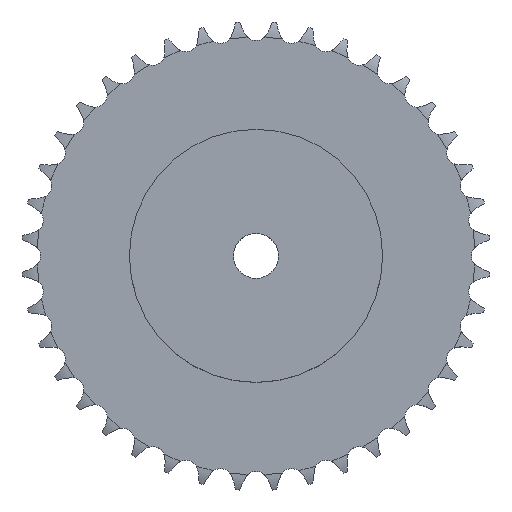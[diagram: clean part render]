
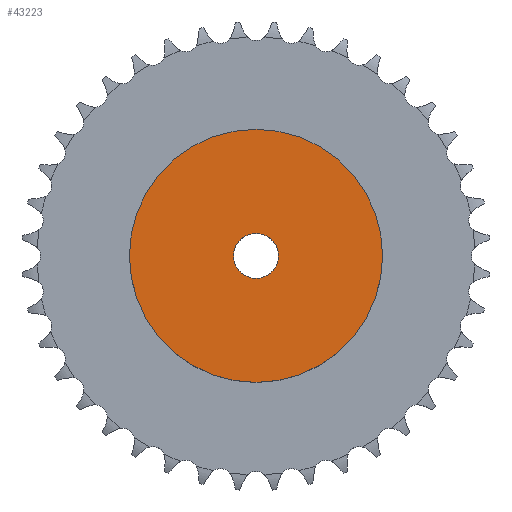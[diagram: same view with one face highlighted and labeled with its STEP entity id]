
A CAD part, top view. The second image highlights one B-rep face of the part: STEP entity #43223.
In plain terms, the highlighted planar face has unit normal (0, 0, 1).
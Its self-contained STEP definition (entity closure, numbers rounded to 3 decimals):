
#4869 = CYLINDRICAL_SURFACE('',#4870,45.);
#4870 = AXIS2_PLACEMENT_3D('',#4871,#4872,#4873);
#4871 = CARTESIAN_POINT('',(0.,0.,0.));
#4872 = DIRECTION('',(-0.,-0.,-1.));
#4873 = DIRECTION('',(1.,0.,0.));
#27152 = VERTEX_POINT('',#27153);
#27153 = CARTESIAN_POINT('',(45.,0.,35.));
#27174 = EDGE_CURVE('',#27152,#27152,#27175,.T.);
#27175 = SURFACE_CURVE('',#27176,(#27181,#27188),.PCURVE_S1.);
#27176 = CIRCLE('',#27177,45.);
#27177 = AXIS2_PLACEMENT_3D('',#27178,#27179,#27180);
#27178 = CARTESIAN_POINT('',(0.,0.,35.));
#27179 = DIRECTION('',(0.,0.,1.));
#27180 = DIRECTION('',(1.,0.,0.));
#27181 = PCURVE('',#4869,#27182);
#27182 = DEFINITIONAL_REPRESENTATION('',(#27183),#27187);
#27183 = LINE('',#27184,#27185);
#27184 = CARTESIAN_POINT('',(-0.,-35.));
#27185 = VECTOR('',#27186,1.);
#27186 = DIRECTION('',(-1.,0.));
#27187 = ( GEOMETRIC_REPRESENTATION_CONTEXT(2) 
PARAMETRIC_REPRESENTATION_CONTEXT() REPRESENTATION_CONTEXT('2D SPACE',''
  ) );
#27188 = PCURVE('',#27189,#27194);
#27189 = PLANE('',#27190);
#27190 = AXIS2_PLACEMENT_3D('',#27191,#27192,#27193);
#27191 = CARTESIAN_POINT('',(0.,0.,35.)
  );
#27192 = DIRECTION('',(0.,0.,1.));
#27193 = DIRECTION('',(1.,0.,0.));
#27194 = DEFINITIONAL_REPRESENTATION('',(#27195),#27199);
#27195 = CIRCLE('',#27196,45.);
#27196 = AXIS2_PLACEMENT_2D('',#27197,#27198);
#27197 = CARTESIAN_POINT('',(0.,0.));
#27198 = DIRECTION('',(1.,0.));
#27199 = ( GEOMETRIC_REPRESENTATION_CONTEXT(2) 
PARAMETRIC_REPRESENTATION_CONTEXT() REPRESENTATION_CONTEXT('2D SPACE',''
  ) );
#36621 = CYLINDRICAL_SURFACE('',#36622,8.);
#36622 = AXIS2_PLACEMENT_3D('',#36623,#36624,#36625);
#36623 = CARTESIAN_POINT('',(0.,0.,250.986));
#36624 = DIRECTION('',(0.,0.,1.));
#36625 = DIRECTION('',(1.,0.,0.));
#43223 = ADVANCED_FACE('',(#43224,#43227),#27189,.T.);
#43224 = FACE_BOUND('',#43225,.T.);
#43225 = EDGE_LOOP('',(#43226));
#43226 = ORIENTED_EDGE('',*,*,#27174,.T.);
#43227 = FACE_BOUND('',#43228,.T.);
#43228 = EDGE_LOOP('',(#43229));
#43229 = ORIENTED_EDGE('',*,*,#43230,.F.);
#43230 = EDGE_CURVE('',#43231,#43231,#43233,.T.);
#43231 = VERTEX_POINT('',#43232);
#43232 = CARTESIAN_POINT('',(8.,0.,35.));
#43233 = SURFACE_CURVE('',#43234,(#43239,#43246),.PCURVE_S1.);
#43234 = CIRCLE('',#43235,8.);
#43235 = AXIS2_PLACEMENT_3D('',#43236,#43237,#43238);
#43236 = CARTESIAN_POINT('',(0.,0.,35.));
#43237 = DIRECTION('',(0.,0.,1.));
#43238 = DIRECTION('',(1.,0.,0.));
#43239 = PCURVE('',#27189,#43240);
#43240 = DEFINITIONAL_REPRESENTATION('',(#43241),#43245);
#43241 = CIRCLE('',#43242,8.);
#43242 = AXIS2_PLACEMENT_2D('',#43243,#43244);
#43243 = CARTESIAN_POINT('',(0.,0.));
#43244 = DIRECTION('',(1.,0.));
#43245 = ( GEOMETRIC_REPRESENTATION_CONTEXT(2) 
PARAMETRIC_REPRESENTATION_CONTEXT() REPRESENTATION_CONTEXT('2D SPACE',''
  ) );
#43246 = PCURVE('',#36621,#43247);
#43247 = DEFINITIONAL_REPRESENTATION('',(#43248),#43252);
#43248 = LINE('',#43249,#43250);
#43249 = CARTESIAN_POINT('',(0.,-215.986));
#43250 = VECTOR('',#43251,1.);
#43251 = DIRECTION('',(1.,0.));
#43252 = ( GEOMETRIC_REPRESENTATION_CONTEXT(2) 
PARAMETRIC_REPRESENTATION_CONTEXT() REPRESENTATION_CONTEXT('2D SPACE',''
  ) );
